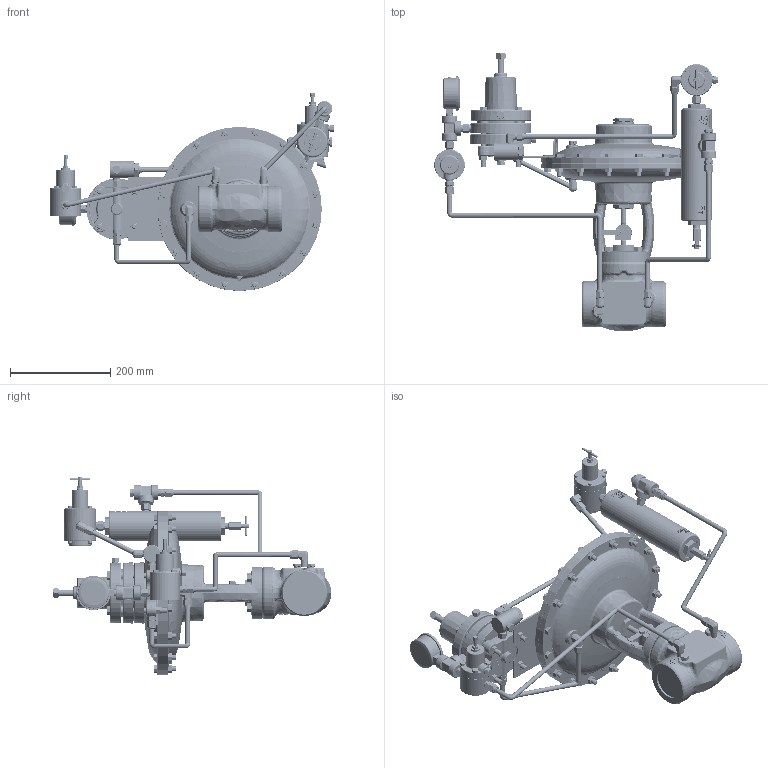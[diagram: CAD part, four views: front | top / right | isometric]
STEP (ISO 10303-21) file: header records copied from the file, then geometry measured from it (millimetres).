
FILE_DESCRIPTION (( 'STEP AP214' ), '1' );
FILE_NAME ('CVS22200SMT30-HPPR.STEP', '2025-03-12T17:57:24', ( '' ), ( '' ), 'SwSTEP 2.0', 'SolidWorks 2024', '' );
FILE_SCHEMA (( 'AUTOMOTIVE_DESIGN' ));
Length unit declared in the file: inch
Products named in the file (1): CVS22200SMT30-HPPR
Bounding box: 565.39 x 555.69 x 395.04 mm (x, y, z)
Volume: 8834858.8 mm3; surface area: 904452 mm2
Topology: 2 solids, 11 shells, 8173 faces, 20959 edges, 13162 vertices
Faces by surface type: plane 3091, bspline 2499, cone 1030, cylinder 1013, torus 468, sphere 72
Entity records: 372575 total; most frequent: CARTESIAN_POINT 195622, ORIENTED_EDGE 41706, DIRECTION 28973, EDGE_CURVE 20853, VERTEX_POINT 13162, AXIS2_PLACEMENT_3D 10209, EDGE_LOOP 8671, VECTOR 8555
